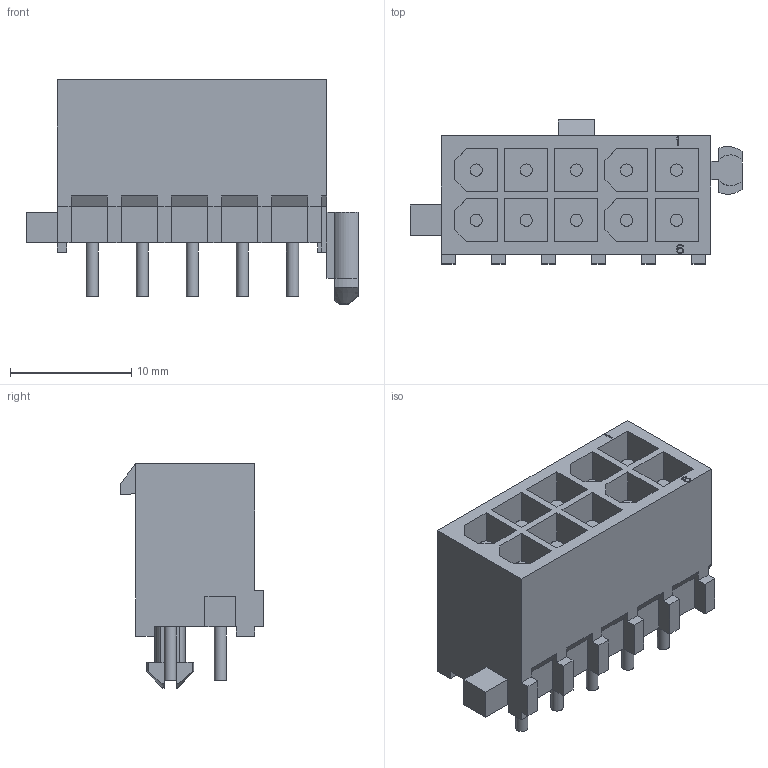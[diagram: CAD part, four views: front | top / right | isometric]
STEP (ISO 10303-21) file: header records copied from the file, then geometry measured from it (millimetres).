
FILE_DESCRIPTION(/* description */ (''),/* implementation_level */ '2;1');
FILE_NAME(/* name */ 'TYCO_1-770743-0.stp',/* time_stamp */ '2016-10-14T14:46:57+02:00',/* author */ ('riccim'),/* organization */ ('SolidWorks'),/* preprocessor_version */ 'ST-DEVELOPER v15.5',/* originating_system */ 'AutoCAD Mechanical',/* authorisation */ ' ');
FILE_SCHEMA (('AUTOMOTIVE_DESIGN { 1 0 10303 214 3 1 1 }'));
Length unit declared in the file: millimetre
Products named in the file (1): Product
Bounding box: 27.43 x 11.89 x 18.57 mm (x, y, z)
Volume: 1934.9 mm3; surface area: 3222.9 mm2
Topology: 21 solids, 21 shells, 275 faces, 655 edges, 435 vertices
Faces by surface type: plane 246, cylinder 25, cone 2, torus 2
Full cylindrical faces by diameter (mm): 1.001 x20
Entity records: 7803 total; most frequent: CARTESIAN_POINT 1430, ORIENTED_EDGE 1270, DIRECTION 1230, EDGE_CURVE 635, LINE 572, VECTOR 572, VERTEX_POINT 435, AXIS2_PLACEMENT_3D 329
